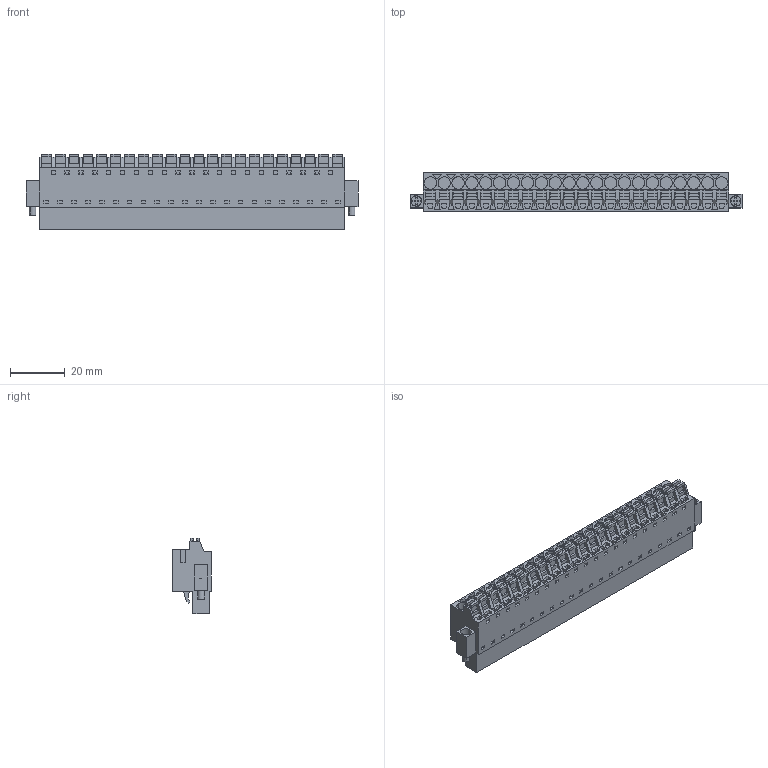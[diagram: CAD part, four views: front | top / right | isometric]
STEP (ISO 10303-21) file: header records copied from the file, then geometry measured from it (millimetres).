
FILE_DESCRIPTION(('CATIA V5 STEP Exchange','CAx-IF Rec.Pracs.--- Model Styling and Organization---1.2---2011-12-15'),'2;1');
FILE_NAME ('D1446539_0_1013310000_1013310000.stp','2017-04-28T12:19:16+00:00',('none'),('Weidmueller'),'CATIA Version 5-6 Release 2014','CATIA V5 STEP AP214','none');
FILE_SCHEMA(('AUTOMOTIVE_DESIGN { 1 0 10303 214 1 1 1 1 }'));
Length unit declared in the file: millimetre
Products named in the file (1): 1013310000
Bounding box: 121.56 x 14.2 x 27.73 mm (x, y, z)
Volume: 26661.3 mm3; surface area: 18359.5 mm2
Topology: 25 solids, 25 shells, 1680 faces, 4841 edges, 3373 vertices
Faces by surface type: plane 1504, cylinder 175, extrusion 1
Entity records: 54049 total; most frequent: CARTESIAN_POINT 10473, ORIENTED_EDGE 9682, DIRECTION 6773, EDGE_CURVE 4841, VECTOR 4482, LINE 4481, VERTEX_POINT 3373, EDGE_LOOP 1930
